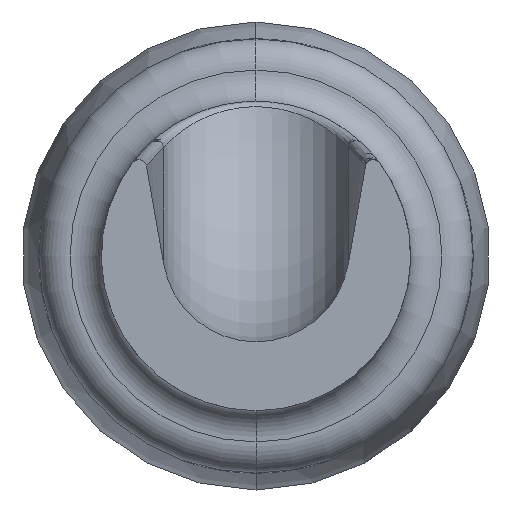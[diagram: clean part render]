
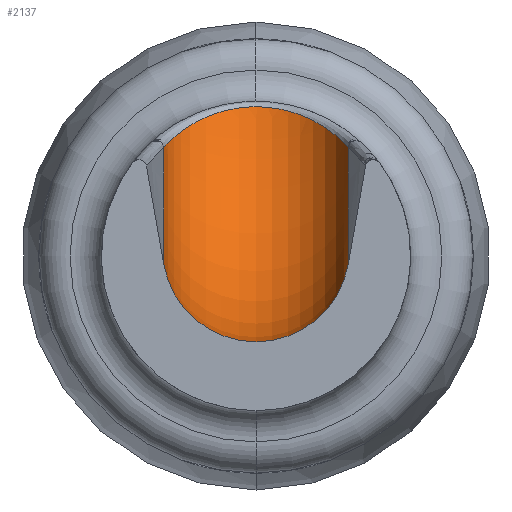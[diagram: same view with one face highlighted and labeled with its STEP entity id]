
A CAD part, front view. The second image highlights one B-rep face of the part: STEP entity #2137.
In plain terms, the highlighted toroidal (fillet/blend) face has major radius 0.931 mm and minor radius 0.36 mm.
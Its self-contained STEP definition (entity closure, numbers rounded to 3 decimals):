
#39 = VERTEX_POINT ( 'NONE', #1601 ) ;
#54 = CARTESIAN_POINT ( 'NONE',  ( -0.341, -26.569, 0.434 ) ) ;
#118 = CARTESIAN_POINT ( 'NONE',  ( -0.222, -26.364, 0.521 ) ) ;
#134 = CARTESIAN_POINT ( 'NONE',  ( -0.051, -26.268, 0.574 ) ) ;
#142 = CARTESIAN_POINT ( 'NONE',  ( 0., -27.5, 0.961 ) ) ;
#609 = CARTESIAN_POINT ( 'NONE',  ( 0., -27.5, 0.03 ) ) ;
#697 = CARTESIAN_POINT ( 'NONE',  ( 0.355, -27.5, 0.961 ) ) ;
#718 = ORIENTED_EDGE ( 'NONE', *, *, #1505, .T. ) ;
#719 = DIRECTION ( 'NONE',  ( 0., 0., -1. ) ) ;
#1033 = CARTESIAN_POINT ( 'NONE',  ( 0.341, -26.568, 0.434 ) ) ;
#1083 = EDGE_LOOP ( 'NONE', ( #1395, #718, #4428, #5338, #5805 ) ) ;
#1361 = CARTESIAN_POINT ( 'NONE',  ( -0.355, -26.668, 0.417 ) ) ;
#1395 = ORIENTED_EDGE ( 'NONE', *, *, #5736, .T. ) ;
#1485 = CARTESIAN_POINT ( 'NONE',  ( 0.355, -26.668, 0.417 ) ) ;
#1505 = EDGE_CURVE ( 'Defeature ausgef�hrt1_39+Defeature ausgef�hrt1_44+Defeature ausgef�hrt1_40+Defeature ausgef�hrt1_41', #1591, #2324, #4715, .T. ) ;
#1549 = CARTESIAN_POINT ( 'NONE',  ( 0.355, -26.668, 0.417 ) ) ;
#1591 = VERTEX_POINT ( 'NONE', #1549 ) ;
#1601 = CARTESIAN_POINT ( 'NONE',  ( 0., -27.5, -0.33 ) ) ;
#1624 = AXIS2_PLACEMENT_3D ( 'NONE', #142, #2092, #5833 ) ;
#1715 = DIRECTION ( 'NONE',  ( 0., -1., 0. ) ) ;
#1818 = CIRCLE ( 'NONE', #5475, 0.36 ) ;
#1897 = CARTESIAN_POINT ( 'NONE',  ( -0.355, -27.5, 0.961 ) ) ;
#2002 = CARTESIAN_POINT ( 'NONE',  ( 0.221, -26.364, 0.521 ) ) ;
#2006 = CIRCLE ( 'NONE', #5520, 0.994 ) ;
#2076 = DIRECTION ( 'NONE',  ( 0., -1., 0. ) ) ;
#2092 = DIRECTION ( 'NONE',  ( 1., 0., 0. ) ) ;
#2121 = AXIS2_PLACEMENT_3D ( 'NONE', #697, #5967, #719 ) ;
#2137 = ADVANCED_FACE ( 'Defeature ausgef�hrt1_39', ( #5717 ), #4157, .F. ) ;
#2261 = CARTESIAN_POINT ( 'NONE',  ( 0.355, -27.5, -0.033 ) ) ;
#2324 = VERTEX_POINT ( 'NONE', #1361 ) ;
#2412 = CARTESIAN_POINT ( 'NONE',  ( -0.187, -26.331, 0.539 ) ) ;
#2431 = CARTESIAN_POINT ( 'NONE',  ( 0.308, -26.476, 0.469 ) ) ;
#2477 = CARTESIAN_POINT ( 'NONE',  ( 0.05, -26.268, 0.574 ) ) ;
#2787 = DIRECTION ( 'NONE',  ( 1., 0., 0. ) ) ;
#2951 = DIRECTION ( 'NONE',  ( 0., 0., -1. ) ) ;
#3325 = AXIS2_PLACEMENT_3D ( 'NONE', #5816, #1715, #4057 ) ;
#3335 = CARTESIAN_POINT ( 'NONE',  ( -0.308, -26.476, 0.469 ) ) ;
#3406 = CARTESIAN_POINT ( 'NONE',  ( -0.355, -27.5, -0.033 ) ) ;
#3465 = CIRCLE ( 'NONE', #3325, 0.36 ) ;
#3773 = EDGE_CURVE ( 'Defeature ausgef�hrt1_39+Defeature ausgef�hrt1_38+Defeature ausgef�hrt1_41+Defeature ausgef�hrt1_40', #5067, #39, #3465, .T. ) ;
#3854 = CARTESIAN_POINT ( 'NONE',  ( -0.102, -26.283, 0.565 ) ) ;
#4057 = DIRECTION ( 'NONE',  ( 0., 0., -1. ) ) ;
#4157 = TOROIDAL_SURFACE ( 'NONE', #1624, 0.931, 0.36 ) ;
#4296 = CARTESIAN_POINT ( 'NONE',  ( 0.186, -26.331, 0.539 ) ) ;
#4367 = CARTESIAN_POINT ( 'NONE',  ( 0.1, -26.282, 0.566 ) ) ;
#4428 = ORIENTED_EDGE ( 'NONE', *, *, #4742, .F. ) ;
#4709 = VERTEX_POINT ( 'NONE', #2261 ) ;
#4715 = B_SPLINE_CURVE_WITH_KNOTS ( 'NONE', 3,
 ( #1485, #1033, #2431, #2002, #4296, #4367, #2477, #134, #3854, #2412, #118, #3335, #54, #4787 ),
 .UNSPECIFIED., .F., .F.,
 ( 4, 2, 2, 2, 2, 2, 4 ),
 ( 0., 0., 0., 0.001, 0.001, 0.001, 0.001 ),
 .UNSPECIFIED. ) ;
#4742 = EDGE_CURVE ( 'Defeature ausgef�hrt1_41+Defeature ausgef�hrt1_39+Defeature ausgef�hrt1_37+Defeature ausgef�hrt1_45', #5067, #2324, #2006, .T. ) ;
#4787 = CARTESIAN_POINT ( 'NONE',  ( -0.355, -26.668, 0.417 ) ) ;
#5061 = CIRCLE ( 'NONE', #2121, 0.994 ) ;
#5067 = VERTEX_POINT ( 'NONE', #3406 ) ;
#5338 = ORIENTED_EDGE ( 'NONE', *, *, #3773, .T. ) ;
#5475 = AXIS2_PLACEMENT_3D ( 'NONE', #609, #2076, #2951 ) ;
#5520 = AXIS2_PLACEMENT_3D ( 'NONE', #1897, #2787, #6093 ) ;
#5635 = EDGE_CURVE ( 'Defeature ausgef�hrt1_39+Defeature ausgef�hrt1_38+Defeature ausgef�hrt1_41+Defeature ausgef�hrt1_40', #39, #4709, #1818, .T. ) ;
#5717 = FACE_OUTER_BOUND ( 'NONE', #1083, .T. ) ;
#5736 = EDGE_CURVE ( 'Defeature ausgef�hrt1_39+Defeature ausgef�hrt1_40+Defeature ausgef�hrt1_38+Defeature ausgef�hrt1_44', #4709, #1591, #5061, .T. ) ;
#5805 = ORIENTED_EDGE ( 'NONE', *, *, #5635, .T. ) ;
#5816 = CARTESIAN_POINT ( 'NONE',  ( 0., -27.5, 0.03 ) ) ;
#5833 = DIRECTION ( 'NONE',  ( 0., 0., -1. ) ) ;
#5967 = DIRECTION ( 'NONE',  ( 1., 0., 0. ) ) ;
#6093 = DIRECTION ( 'NONE',  ( 0., 0., -1. ) ) ;
